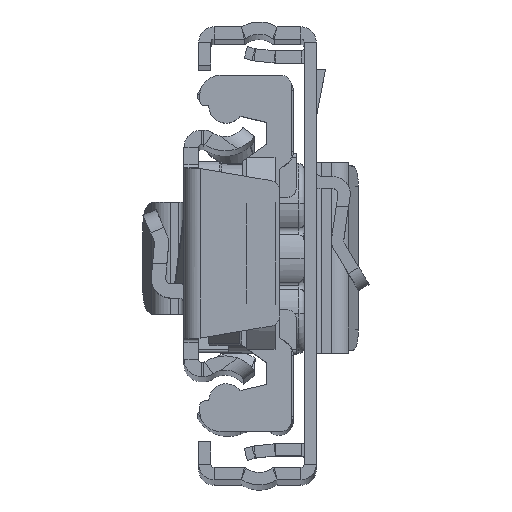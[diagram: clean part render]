
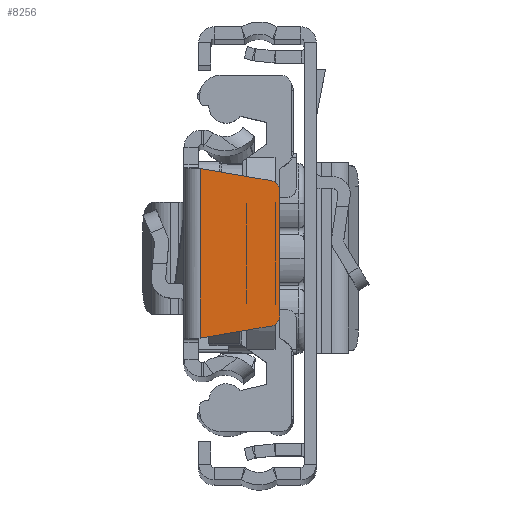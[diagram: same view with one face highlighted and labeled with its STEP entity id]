
A CAD part, top view. The second image highlights one B-rep face of the part: STEP entity #8256.
In plain terms, the highlighted planar face has unit normal (0, 0, 1).
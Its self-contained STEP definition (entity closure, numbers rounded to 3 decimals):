
#180 = EDGE_LOOP ( 'NONE', ( #14389, #7016, #18160, #13772, #14486, #14765 ) ) ;
#274 = DIRECTION ( 'NONE',  ( 0., 0., 1. ) ) ;
#384 = CARTESIAN_POINT ( 'NONE',  ( 8.4, 6.156, 0. ) ) ;
#1779 = CARTESIAN_POINT ( 'NONE',  ( 1.6, -8.333, 0. ) ) ;
#3433 = AXIS2_PLACEMENT_3D ( 'NONE', #14966, #16389, #11684 ) ;
#3892 = DIRECTION ( 'NONE',  ( 0.986, 0.168, 0. ) ) ;
#5361 = VECTOR ( 'NONE', #3892, 1000. ) ;
#5529 = DIRECTION ( 'NONE',  ( 0., -1., 0. ) ) ;
#6057 = LINE ( 'NONE', #12896, #16420 ) ;
#6229 = CARTESIAN_POINT ( 'NONE',  ( 9.4, -6.156, 0. ) ) ;
#6660 = AXIS2_PLACEMENT_3D ( 'NONE', #384, #274, #11958 ) ;
#6946 = EDGE_CURVE ( 'NONE', #11762, #14238, #13753, .T. ) ;
#7016 = ORIENTED_EDGE ( 'NONE', *, *, #6946, .T. ) ;
#7433 = EDGE_CURVE ( 'NONE', #20237, #15428, #10117, .T. ) ;
#7450 = VECTOR ( 'NONE', #16448, 1000. ) ;
#8206 = CARTESIAN_POINT ( 'NONE',  ( 1.6, 8.333, 0. ) ) ;
#8256 = ADVANCED_FACE ( 'NONE', ( #17778 ), #19284, .F. ) ;
#9767 = AXIS2_PLACEMENT_3D ( 'NONE', #20717, #15828, #12664 ) ;
#9898 = CARTESIAN_POINT ( 'NONE',  ( 9.4, 6.156, 0. ) ) ;
#9980 = VERTEX_POINT ( 'NONE', #14383 ) ;
#10117 = LINE ( 'NONE', #9898, #7450 ) ;
#11684 = DIRECTION ( 'NONE',  ( 1., 0., 0. ) ) ;
#11762 = VERTEX_POINT ( 'NONE', #1779 ) ;
#11832 = EDGE_CURVE ( 'NONE', #15428, #9980, #16072, .T. ) ;
#11958 = DIRECTION ( 'NONE',  ( 1., 0., 0. ) ) ;
#12190 = EDGE_CURVE ( 'NONE', #9980, #19939, #6057, .T. ) ;
#12373 = EDGE_CURVE ( 'NONE', #14238, #20237, #16263, .T. ) ;
#12664 = DIRECTION ( 'NONE',  ( 1., 0., 0. ) ) ;
#12690 = CARTESIAN_POINT ( 'NONE',  ( 8.568, -7.142, 0. ) ) ;
#12896 = CARTESIAN_POINT ( 'NONE',  ( 1.5, 8.35, 0. ) ) ;
#13753 = LINE ( 'NONE', #18756, #5361 ) ;
#13772 = ORIENTED_EDGE ( 'NONE', *, *, #7433, .T. ) ;
#13788 = LINE ( 'NONE', #15216, #16044 ) ;
#14238 = VERTEX_POINT ( 'NONE', #12690 ) ;
#14383 = CARTESIAN_POINT ( 'NONE',  ( 8.568, 7.142, 0. ) ) ;
#14389 = ORIENTED_EDGE ( 'NONE', *, *, #15329, .T. ) ;
#14486 = ORIENTED_EDGE ( 'NONE', *, *, #11832, .T. ) ;
#14548 = CARTESIAN_POINT ( 'NONE',  ( 9.4, 6.156, 0. ) ) ;
#14765 = ORIENTED_EDGE ( 'NONE', *, *, #12190, .T. ) ;
#14966 = CARTESIAN_POINT ( 'NONE',  ( 8.4, -6.156, 0. ) ) ;
#15216 = CARTESIAN_POINT ( 'NONE',  ( 1.6, -8.333, 0. ) ) ;
#15329 = EDGE_CURVE ( 'NONE', #19939, #11762, #13788, .T. ) ;
#15428 = VERTEX_POINT ( 'NONE', #14548 ) ;
#15828 = DIRECTION ( 'NONE',  ( 0., 0., -1. ) ) ;
#16044 = VECTOR ( 'NONE', #5529, 1000. ) ;
#16072 = CIRCLE ( 'NONE', #6660, 1. ) ;
#16263 = CIRCLE ( 'NONE', #3433, 1. ) ;
#16389 = DIRECTION ( 'NONE',  ( 0., 0., 1. ) ) ;
#16420 = VECTOR ( 'NONE', #17807, 1000. ) ;
#16448 = DIRECTION ( 'NONE',  ( 0., 1., 0. ) ) ;
#17778 = FACE_OUTER_BOUND ( 'NONE', #180, .T. ) ;
#17807 = DIRECTION ( 'NONE',  ( -0.986, 0.168, 0. ) ) ;
#18160 = ORIENTED_EDGE ( 'NONE', *, *, #12373, .T. ) ;
#18756 = CARTESIAN_POINT ( 'NONE',  ( 8.568, -7.142, 0. ) ) ;
#19284 = PLANE ( 'NONE',  #9767 ) ;
#19939 = VERTEX_POINT ( 'NONE', #8206 ) ;
#20237 = VERTEX_POINT ( 'NONE', #6229 ) ;
#20717 = CARTESIAN_POINT ( 'NONE',  ( 8.4, 6.156, 0. ) ) ;
